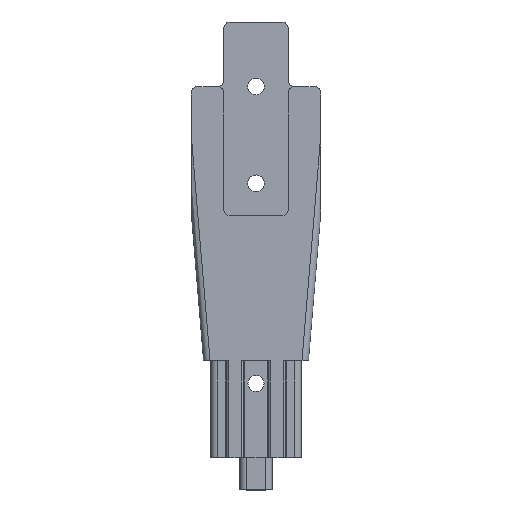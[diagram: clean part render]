
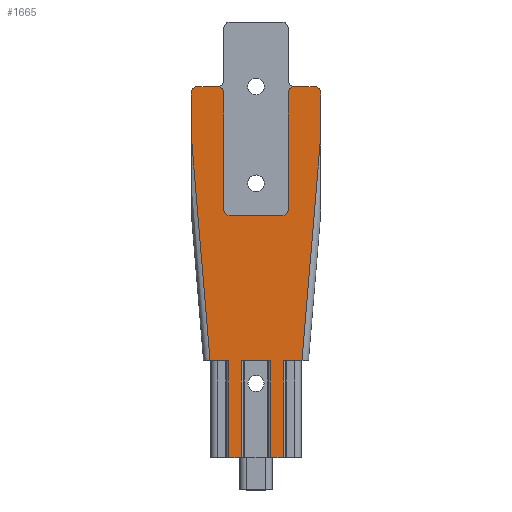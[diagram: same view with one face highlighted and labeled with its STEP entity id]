
A CAD part, top view. The second image highlights one B-rep face of the part: STEP entity #1665.
In plain terms, the highlighted planar face has unit normal (0, 0, 1).
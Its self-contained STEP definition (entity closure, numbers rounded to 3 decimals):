
#30=PLANE('',#1780);
#76=FACE_OUTER_BOUND('',#166,.T.);
#166=EDGE_LOOP('',(#1109,#1110,#1111,#1112,#1113,#1114,#1115,#1116,#1117,
#1118,#1119,#1120,#1121,#1122,#1123,#1124,#1125,#1126,#1127,#1128,#1129,
#1130,#1131,#1132));
#263=LINE('',#2495,#430);
#264=LINE('',#2498,#431);
#265=LINE('',#2500,#432);
#266=LINE('',#2502,#433);
#267=LINE('',#2506,#434);
#268=LINE('',#2510,#435);
#269=LINE('',#2514,#436);
#270=LINE('',#2518,#437);
#271=LINE('',#2522,#438);
#272=LINE('',#2526,#439);
#273=LINE('',#2528,#440);
#274=LINE('',#2530,#441);
#275=LINE('',#2532,#442);
#276=LINE('',#2534,#443);
#277=LINE('',#2536,#444);
#278=LINE('',#2538,#445);
#279=LINE('',#2540,#446);
#280=LINE('',#2541,#447);
#430=VECTOR('',#1966,10.);
#431=VECTOR('',#1969,10.);
#432=VECTOR('',#1970,10.);
#433=VECTOR('',#1971,10.);
#434=VECTOR('',#1974,10.);
#435=VECTOR('',#1977,10.);
#436=VECTOR('',#1980,10.);
#437=VECTOR('',#1983,10.);
#438=VECTOR('',#1986,10.);
#439=VECTOR('',#1989,10.);
#440=VECTOR('',#1990,10.);
#441=VECTOR('',#1991,10.);
#442=VECTOR('',#1992,10.);
#443=VECTOR('',#1993,10.);
#444=VECTOR('',#1994,10.);
#445=VECTOR('',#1995,10.);
#446=VECTOR('',#1996,10.);
#447=VECTOR('',#1997,10.);
#598=CIRCLE('',#1781,2.);
#599=CIRCLE('',#1782,2.);
#600=CIRCLE('',#1783,2.);
#601=CIRCLE('',#1784,2.);
#602=CIRCLE('',#1785,2.);
#603=CIRCLE('',#1786,2.);
#678=VERTEX_POINT('',#2488);
#681=VERTEX_POINT('',#2493);
#682=VERTEX_POINT('',#2497);
#683=VERTEX_POINT('',#2499);
#684=VERTEX_POINT('',#2501);
#685=VERTEX_POINT('',#2503);
#686=VERTEX_POINT('',#2505);
#687=VERTEX_POINT('',#2507);
#688=VERTEX_POINT('',#2509);
#689=VERTEX_POINT('',#2511);
#690=VERTEX_POINT('',#2513);
#691=VERTEX_POINT('',#2515);
#692=VERTEX_POINT('',#2517);
#693=VERTEX_POINT('',#2519);
#694=VERTEX_POINT('',#2521);
#695=VERTEX_POINT('',#2523);
#696=VERTEX_POINT('',#2525);
#697=VERTEX_POINT('',#2527);
#698=VERTEX_POINT('',#2529);
#699=VERTEX_POINT('',#2531);
#700=VERTEX_POINT('',#2533);
#701=VERTEX_POINT('',#2535);
#702=VERTEX_POINT('',#2537);
#703=VERTEX_POINT('',#2539);
#851=EDGE_CURVE('',#681,#678,#263,.T.);
#852=EDGE_CURVE('',#681,#682,#264,.T.);
#853=EDGE_CURVE('',#683,#682,#265,.T.);
#854=EDGE_CURVE('',#683,#684,#266,.T.);
#855=EDGE_CURVE('',#685,#684,#598,.T.);
#856=EDGE_CURVE('',#685,#686,#267,.T.);
#857=EDGE_CURVE('',#687,#686,#599,.T.);
#858=EDGE_CURVE('',#687,#688,#268,.T.);
#859=EDGE_CURVE('',#689,#688,#600,.T.);
#860=EDGE_CURVE('',#689,#690,#269,.T.);
#861=EDGE_CURVE('',#691,#690,#601,.T.);
#862=EDGE_CURVE('',#691,#692,#270,.T.);
#863=EDGE_CURVE('',#693,#692,#602,.T.);
#864=EDGE_CURVE('',#693,#694,#271,.T.);
#865=EDGE_CURVE('',#695,#694,#603,.T.);
#866=EDGE_CURVE('',#695,#696,#272,.T.);
#867=EDGE_CURVE('',#697,#696,#273,.T.);
#868=EDGE_CURVE('',#697,#698,#274,.T.);
#869=EDGE_CURVE('',#699,#698,#275,.T.);
#870=EDGE_CURVE('',#699,#700,#276,.T.);
#871=EDGE_CURVE('',#701,#700,#277,.T.);
#872=EDGE_CURVE('',#701,#702,#278,.T.);
#873=EDGE_CURVE('',#703,#702,#279,.T.);
#874=EDGE_CURVE('',#703,#678,#280,.T.);
#1109=ORIENTED_EDGE('',*,*,#851,.F.);
#1110=ORIENTED_EDGE('',*,*,#852,.T.);
#1111=ORIENTED_EDGE('',*,*,#853,.F.);
#1112=ORIENTED_EDGE('',*,*,#854,.T.);
#1113=ORIENTED_EDGE('',*,*,#855,.F.);
#1114=ORIENTED_EDGE('',*,*,#856,.T.);
#1115=ORIENTED_EDGE('',*,*,#857,.F.);
#1116=ORIENTED_EDGE('',*,*,#858,.T.);
#1117=ORIENTED_EDGE('',*,*,#859,.F.);
#1118=ORIENTED_EDGE('',*,*,#860,.T.);
#1119=ORIENTED_EDGE('',*,*,#861,.F.);
#1120=ORIENTED_EDGE('',*,*,#862,.T.);
#1121=ORIENTED_EDGE('',*,*,#863,.F.);
#1122=ORIENTED_EDGE('',*,*,#864,.T.);
#1123=ORIENTED_EDGE('',*,*,#865,.F.);
#1124=ORIENTED_EDGE('',*,*,#866,.T.);
#1125=ORIENTED_EDGE('',*,*,#867,.F.);
#1126=ORIENTED_EDGE('',*,*,#868,.T.);
#1127=ORIENTED_EDGE('',*,*,#869,.F.);
#1128=ORIENTED_EDGE('',*,*,#870,.T.);
#1129=ORIENTED_EDGE('',*,*,#871,.F.);
#1130=ORIENTED_EDGE('',*,*,#872,.T.);
#1131=ORIENTED_EDGE('',*,*,#873,.F.);
#1132=ORIENTED_EDGE('',*,*,#874,.T.);
#1665=ADVANCED_FACE('',(#76),#30,.T.);
#1780=AXIS2_PLACEMENT_3D('',#2496,#1967,#1968);
#1781=AXIS2_PLACEMENT_3D('',#2504,#1972,#1973);
#1782=AXIS2_PLACEMENT_3D('',#2508,#1975,#1976);
#1783=AXIS2_PLACEMENT_3D('',#2512,#1978,#1979);
#1784=AXIS2_PLACEMENT_3D('',#2516,#1981,#1982);
#1785=AXIS2_PLACEMENT_3D('',#2520,#1984,#1985);
#1786=AXIS2_PLACEMENT_3D('',#2524,#1987,#1988);
#1966=DIRECTION('',(0.,-1.,0.));
#1967=DIRECTION('center_axis',(0.,0.,1.));
#1968=DIRECTION('ref_axis',(1.,0.,0.));
#1969=DIRECTION('',(1.,0.,0.));
#1970=DIRECTION('',(-0.083,-0.997,0.));
#1971=DIRECTION('',(0.,1.,0.));
#1972=DIRECTION('center_axis',(0.,0.,-1.));
#1973=DIRECTION('ref_axis',(0.707,0.707,0.));
#1974=DIRECTION('',(-1.,0.,0.));
#1975=DIRECTION('center_axis',(0.,0.,-1.));
#1976=DIRECTION('ref_axis',(-0.707,0.707,0.));
#1977=DIRECTION('',(0.,-1.,0.));
#1978=DIRECTION('center_axis',(0.,0.,1.));
#1979=DIRECTION('ref_axis',(0.707,-0.707,0.));
#1980=DIRECTION('',(-1.,0.,0.));
#1981=DIRECTION('center_axis',(0.,0.,1.));
#1982=DIRECTION('ref_axis',(-0.707,-0.707,0.));
#1983=DIRECTION('',(0.,1.,0.));
#1984=DIRECTION('center_axis',(0.,0.,-1.));
#1985=DIRECTION('ref_axis',(0.707,0.707,0.));
#1986=DIRECTION('',(-1.,0.,0.));
#1987=DIRECTION('center_axis',(0.,0.,-1.));
#1988=DIRECTION('ref_axis',(-0.707,0.707,0.));
#1989=DIRECTION('',(0.,-1.,0.));
#1990=DIRECTION('',(-0.083,0.997,0.));
#1991=DIRECTION('',(1.,0.,0.));
#1992=DIRECTION('',(0.,1.,0.));
#1993=DIRECTION('',(1.,0.,0.));
#1994=DIRECTION('',(0.,-1.,0.));
#1995=DIRECTION('',(1.,0.,0.));
#1996=DIRECTION('',(0.,1.,0.));
#1997=DIRECTION('',(1.,0.,0.));
#2488=CARTESIAN_POINT('',(28.5,-125.,22.));
#2493=CARTESIAN_POINT('',(28.5,-95.,22.));
#2495=CARTESIAN_POINT('',(28.5,-92.5,22.));
#2496=CARTESIAN_POINT('Origin',(20.,-60.,22.));
#2497=CARTESIAN_POINT('',(34.243,-95.,22.));
#2498=CARTESIAN_POINT('',(20.,-95.,22.));
#2499=CARTESIAN_POINT('',(40.,-25.917,22.));
#2500=CARTESIAN_POINT('',(35.024,-85.627,22.));
#2501=CARTESIAN_POINT('',(40.,-12.,22.));
#2502=CARTESIAN_POINT('',(40.,-120.,22.));
#2503=CARTESIAN_POINT('',(38.,-10.,22.));
#2504=CARTESIAN_POINT('Origin',(38.,-12.,22.));
#2505=CARTESIAN_POINT('',(32.,-10.,22.));
#2506=CARTESIAN_POINT('',(40.,-10.,22.));
#2507=CARTESIAN_POINT('',(30.,-12.,22.));
#2508=CARTESIAN_POINT('Origin',(32.,-12.,22.));
#2509=CARTESIAN_POINT('',(30.,-48.,22.));
#2510=CARTESIAN_POINT('',(30.,-25.,22.));
#2511=CARTESIAN_POINT('',(28.,-50.,22.));
#2512=CARTESIAN_POINT('Origin',(28.,-48.,22.));
#2513=CARTESIAN_POINT('',(12.,-50.,22.));
#2514=CARTESIAN_POINT('',(25.,-50.,22.));
#2515=CARTESIAN_POINT('',(10.,-48.,22.));
#2516=CARTESIAN_POINT('Origin',(12.,-48.,22.));
#2517=CARTESIAN_POINT('',(10.,-12.,22.));
#2518=CARTESIAN_POINT('',(10.,-55.,22.));
#2519=CARTESIAN_POINT('',(8.,-10.,22.));
#2520=CARTESIAN_POINT('Origin',(8.,-12.,22.));
#2521=CARTESIAN_POINT('',(2.,-10.,22.));
#2522=CARTESIAN_POINT('',(40.,-10.,22.));
#2523=CARTESIAN_POINT('',(0.,-12.,22.));
#2524=CARTESIAN_POINT('Origin',(2.,-12.,22.));
#2525=CARTESIAN_POINT('',(0.,-25.917,22.));
#2526=CARTESIAN_POINT('',(0.,0.,22.));
#2527=CARTESIAN_POINT('',(5.757,-95.,22.));
#2528=CARTESIAN_POINT('',(2.476,-55.627,22.));
#2529=CARTESIAN_POINT('',(11.5,-95.,22.));
#2530=CARTESIAN_POINT('',(20.,-95.,22.));
#2531=CARTESIAN_POINT('',(11.5,-125.,22.));
#2532=CARTESIAN_POINT('',(11.5,-77.5,22.));
#2533=CARTESIAN_POINT('',(15.5,-125.,22.));
#2534=CARTESIAN_POINT('',(8.,-125.,22.));
#2535=CARTESIAN_POINT('',(15.5,-95.,22.));
#2536=CARTESIAN_POINT('',(15.5,-92.5,22.));
#2537=CARTESIAN_POINT('',(24.5,-95.,22.));
#2538=CARTESIAN_POINT('',(20.,-95.,22.));
#2539=CARTESIAN_POINT('',(24.5,-125.,22.));
#2540=CARTESIAN_POINT('',(24.5,-77.5,22.));
#2541=CARTESIAN_POINT('',(8.,-125.,22.));
